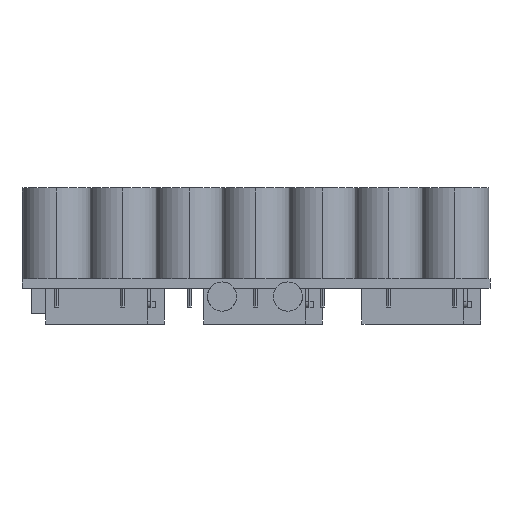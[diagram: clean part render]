
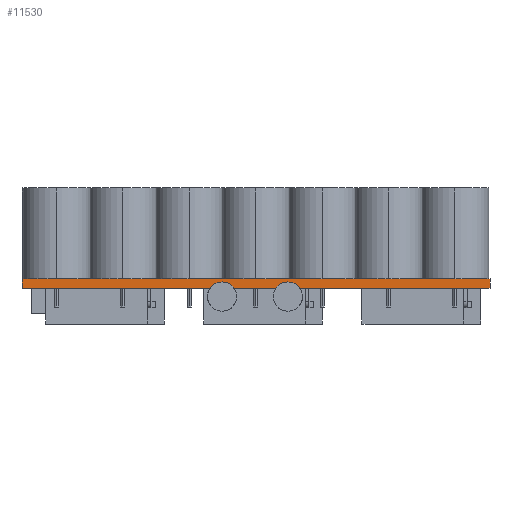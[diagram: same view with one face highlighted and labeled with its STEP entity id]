
A CAD part, front view. The second image highlights one B-rep face of the part: STEP entity #11530.
In plain terms, the highlighted planar face has unit normal (0, -1, 0).
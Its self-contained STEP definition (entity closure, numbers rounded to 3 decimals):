
#1954 = ORIENTED_EDGE ( 'NONE', *, *, #28866, .F. ) ;
#2190 = EDGE_CURVE ( 'NONE', #9145, #4545, #30639, .T. ) ;
#2246 = LINE ( 'NONE', #27115, #46171 ) ;
#2398 = DIRECTION ( 'NONE',  ( 0., -1., 0. ) ) ;
#3002 = VECTOR ( 'NONE', #38384, 1000. ) ;
#3172 = PLANE ( 'NONE',  #38709 ) ;
#3317 = VERTEX_POINT ( 'NONE', #11178 ) ;
#3394 = DIRECTION ( 'NONE',  ( 0., 0., -1. ) ) ;
#4218 = AXIS2_PLACEMENT_3D ( 'NONE', #5989, #2398, #34820 ) ;
#4379 = CARTESIAN_POINT ( 'NONE',  ( 0., 0., 1.5 ) ) ;
#4545 = VERTEX_POINT ( 'NONE', #27056 ) ;
#4685 = CARTESIAN_POINT ( 'NONE',  ( 0., 0., 1.5 ) ) ;
#5683 = DIRECTION ( 'NONE',  ( 0., -1., 0. ) ) ;
#5706 = CARTESIAN_POINT ( 'NONE',  ( 0., 0., 0. ) ) ;
#5940 = CARTESIAN_POINT ( 'NONE',  ( 41.018, 0., -1.26 ) ) ;
#5989 = CARTESIAN_POINT ( 'NONE',  ( 41.018, 0., -1.26 ) ) ;
#6343 = CARTESIAN_POINT ( 'NONE',  ( 0., 0., 0. ) ) ;
#6530 = CARTESIAN_POINT ( 'NONE',  ( 32.732, 0., 0. ) ) ;
#8030 = CIRCLE ( 'NONE', #4218, 2.25 ) ;
#8808 = VECTOR ( 'NONE', #18802, 1000. ) ;
#9110 = EDGE_CURVE ( 'NONE', #41824, #30079, #2246, .T. ) ;
#9145 = VERTEX_POINT ( 'NONE', #6530 ) ;
#10135 = ORIENTED_EDGE ( 'NONE', *, *, #11699, .T. ) ;
#10187 = DIRECTION ( 'NONE',  ( 0., -1., 0. ) ) ;
#10763 = DIRECTION ( 'NONE',  ( 0., 1., 0. ) ) ;
#11178 = CARTESIAN_POINT ( 'NONE',  ( 41.018, 0., 0.99 ) ) ;
#11186 = VECTOR ( 'NONE', #20815, 1000. ) ;
#11530 = ADVANCED_FACE ( 'NONE', ( #21645 ), #3172, .F. ) ;
#11566 = ORIENTED_EDGE ( 'NONE', *, *, #41175, .F. ) ;
#11699 = EDGE_CURVE ( 'NONE', #26702, #44033, #23482, .T. ) ;
#12260 = ORIENTED_EDGE ( 'NONE', *, *, #29399, .F. ) ;
#12371 = AXIS2_PLACEMENT_3D ( 'NONE', #5940, #10187, #20378 ) ;
#13299 = EDGE_CURVE ( 'NONE', #41824, #44179, #15063, .T. ) ;
#13806 = VECTOR ( 'NONE', #23044, 1000. ) ;
#14047 = ORIENTED_EDGE ( 'NONE', *, *, #36409, .F. ) ;
#14112 = CARTESIAN_POINT ( 'NONE',  ( 0., 0., 1.5 ) ) ;
#14567 = DIRECTION ( 'NONE',  ( 0., 0., 1. ) ) ;
#15063 = LINE ( 'NONE', #4379, #8808 ) ;
#18802 = DIRECTION ( 'NONE',  ( 1., 0., 0. ) ) ;
#19121 = CIRCLE ( 'NONE', #12371, 2.25 ) ;
#19478 = CARTESIAN_POINT ( 'NONE',  ( 72.2, 0., 1.5 ) ) ;
#20378 = DIRECTION ( 'NONE',  ( 0., 0., -1. ) ) ;
#20647 = CARTESIAN_POINT ( 'NONE',  ( 72.2, 0., 0. ) ) ;
#20815 = DIRECTION ( 'NONE',  ( 1., 0., 0. ) ) ;
#20949 = EDGE_CURVE ( 'NONE', #9145, #40452, #38814, .T. ) ;
#21645 = FACE_OUTER_BOUND ( 'NONE', #36038, .T. ) ;
#23044 = DIRECTION ( 'NONE',  ( 1., 0., 0. ) ) ;
#23482 = LINE ( 'NONE', #30832, #13806 ) ;
#23645 = DIRECTION ( 'NONE',  ( 0., 0., -1. ) ) ;
#23907 = CIRCLE ( 'NONE', #46678, 2.25 ) ;
#24673 = DIRECTION ( 'NONE',  ( 0., -1., 0. ) ) ;
#26702 = VERTEX_POINT ( 'NONE', #35639 ) ;
#26747 = ORIENTED_EDGE ( 'NONE', *, *, #2190, .F. ) ;
#26858 = AXIS2_PLACEMENT_3D ( 'NONE', #35344, #24673, #3394 ) ;
#26881 = DIRECTION ( 'NONE',  ( 0., 0., -1. ) ) ;
#27056 = CARTESIAN_POINT ( 'NONE',  ( 30.868, 0., 0.99 ) ) ;
#27115 = CARTESIAN_POINT ( 'NONE',  ( 0., 0., 1.5 ) ) ;
#28866 = EDGE_CURVE ( 'NONE', #4545, #29876, #23907, .T. ) ;
#29399 = EDGE_CURVE ( 'NONE', #3317, #40452, #8030, .T. ) ;
#29876 = VERTEX_POINT ( 'NONE', #46917 ) ;
#30079 = VERTEX_POINT ( 'NONE', #6343 ) ;
#30639 = CIRCLE ( 'NONE', #26858, 2.25 ) ;
#30770 = LINE ( 'NONE', #5706, #3002 ) ;
#30832 = CARTESIAN_POINT ( 'NONE',  ( 0., 0., 0. ) ) ;
#31023 = CARTESIAN_POINT ( 'NONE',  ( 39.154, 0., 0. ) ) ;
#34118 = EDGE_CURVE ( 'NONE', #30079, #29876, #30770, .T. ) ;
#34820 = DIRECTION ( 'NONE',  ( 0., 0., -1. ) ) ;
#34894 = ORIENTED_EDGE ( 'NONE', *, *, #20949, .T. ) ;
#35344 = CARTESIAN_POINT ( 'NONE',  ( 30.868, 0., -1.26 ) ) ;
#35639 = CARTESIAN_POINT ( 'NONE',  ( 42.882, 0., 0. ) ) ;
#36038 = EDGE_LOOP ( 'NONE', ( #26747, #34894, #12260, #14047, #10135, #11566, #36927, #39629, #41236, #1954 ) ) ;
#36409 = EDGE_CURVE ( 'NONE', #26702, #3317, #19121, .T. ) ;
#36927 = ORIENTED_EDGE ( 'NONE', *, *, #13299, .F. ) ;
#38297 = CARTESIAN_POINT ( 'NONE',  ( 72.2, 0., 1.5 ) ) ;
#38384 = DIRECTION ( 'NONE',  ( 1., 0., 0. ) ) ;
#38709 = AXIS2_PLACEMENT_3D ( 'NONE', #14112, #10763, #14567 ) ;
#38814 = LINE ( 'NONE', #45703, #11186 ) ;
#39629 = ORIENTED_EDGE ( 'NONE', *, *, #9110, .T. ) ;
#40219 = VECTOR ( 'NONE', #44624, 1000. ) ;
#40452 = VERTEX_POINT ( 'NONE', #31023 ) ;
#41175 = EDGE_CURVE ( 'NONE', #44179, #44033, #41531, .T. ) ;
#41236 = ORIENTED_EDGE ( 'NONE', *, *, #34118, .T. ) ;
#41531 = LINE ( 'NONE', #19478, #40219 ) ;
#41824 = VERTEX_POINT ( 'NONE', #4685 ) ;
#44033 = VERTEX_POINT ( 'NONE', #20647 ) ;
#44179 = VERTEX_POINT ( 'NONE', #38297 ) ;
#44624 = DIRECTION ( 'NONE',  ( 0., 0., -1. ) ) ;
#45038 = CARTESIAN_POINT ( 'NONE',  ( 30.868, 0., -1.26 ) ) ;
#45703 = CARTESIAN_POINT ( 'NONE',  ( 0., 0., 0. ) ) ;
#46171 = VECTOR ( 'NONE', #26881, 1000. ) ;
#46678 = AXIS2_PLACEMENT_3D ( 'NONE', #45038, #5683, #23645 ) ;
#46917 = CARTESIAN_POINT ( 'NONE',  ( 29.003, 0., 0. ) ) ;
